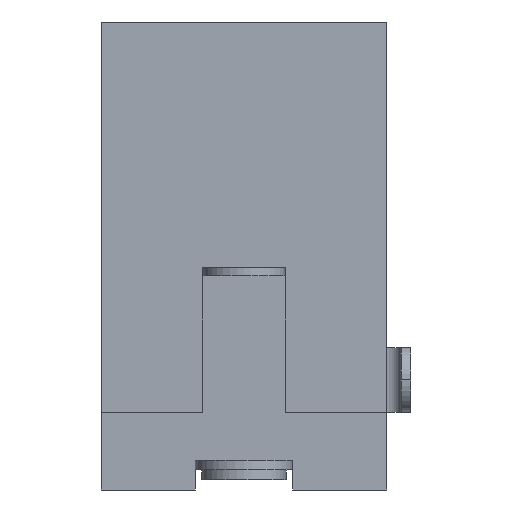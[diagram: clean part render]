
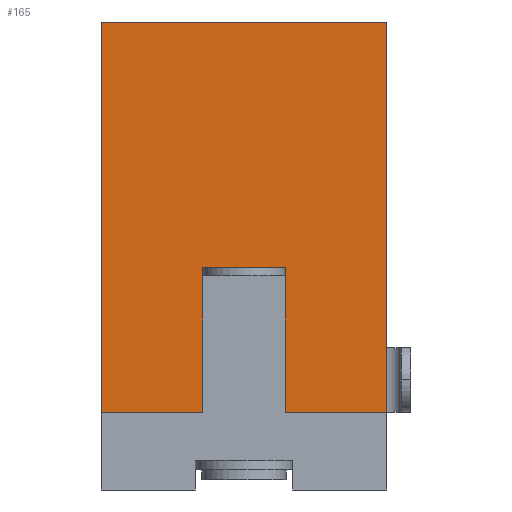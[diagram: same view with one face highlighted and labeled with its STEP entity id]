
A CAD part, front view. The second image highlights one B-rep face of the part: STEP entity #165.
In plain terms, the highlighted planar face has unit normal (0, -1, 0).
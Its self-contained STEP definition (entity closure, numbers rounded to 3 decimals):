
#27 = VERTEX_POINT ( 'NONE', #885 ) ;
#52 = CARTESIAN_POINT ( 'NONE',  ( -4.4, 4.3, -5.28 ) ) ;
#56 = CARTESIAN_POINT ( 'NONE',  ( 4.4, 4.3, -5.28 ) ) ;
#57 = LINE ( 'NONE', #869, #1446 ) ;
#102 = EDGE_CURVE ( 'NONE', #27, #991, #807, .T. ) ;
#165 = ADVANCED_FACE ( 'NONE', ( #2026 ), #419, .F. ) ;
#178 = VECTOR ( 'NONE', #1229, 1000. ) ;
#233 = CARTESIAN_POINT ( 'NONE',  ( -4.4, 4.3, 6.75 ) ) ;
#317 = ORIENTED_EDGE ( 'NONE', *, *, #710, .F. ) ;
#331 = VERTEX_POINT ( 'NONE', #2188 ) ;
#370 = DIRECTION ( 'NONE',  ( 0., 0., 1. ) ) ;
#384 = VECTOR ( 'NONE', #1138, 1000. ) ;
#419 = PLANE ( 'NONE',  #676 ) ;
#429 = VERTEX_POINT ( 'NONE', #533 ) ;
#430 = DIRECTION ( 'NONE',  ( -1., 0., 0. ) ) ;
#497 = EDGE_CURVE ( 'NONE', #801, #1913, #1255, .T. ) ;
#533 = CARTESIAN_POINT ( 'NONE',  ( -1.27, 4.3, -5.28 ) ) ;
#536 = CARTESIAN_POINT ( 'NONE',  ( 1.27, 4.3, -1.07 ) ) ;
#559 = ORIENTED_EDGE ( 'NONE', *, *, #102, .F. ) ;
#567 = CARTESIAN_POINT ( 'NONE',  ( -4.4, 4.3, 6.75 ) ) ;
#591 = CARTESIAN_POINT ( 'NONE',  ( 4.4, 4.3, 6.75 ) ) ;
#619 = DIRECTION ( 'NONE',  ( 0., 1., 0. ) ) ;
#623 = ORIENTED_EDGE ( 'NONE', *, *, #1460, .F. ) ;
#676 = AXIS2_PLACEMENT_3D ( 'NONE', #233, #619, #430 ) ;
#710 = EDGE_CURVE ( 'NONE', #1342, #331, #2382, .T. ) ;
#724 = DIRECTION ( 'NONE',  ( -1., 0., 0. ) ) ;
#733 = CARTESIAN_POINT ( 'NONE',  ( 1.27, 4.3, -1.07 ) ) ;
#738 = EDGE_CURVE ( 'NONE', #1526, #1342, #1195, .T. ) ;
#768 = EDGE_CURVE ( 'NONE', #429, #1913, #958, .T. ) ;
#801 = VERTEX_POINT ( 'NONE', #567 ) ;
#807 = LINE ( 'NONE', #591, #384 ) ;
#864 = DIRECTION ( 'NONE',  ( -1., 0., 0. ) ) ;
#868 = ORIENTED_EDGE ( 'NONE', *, *, #1166, .F. ) ;
#869 = CARTESIAN_POINT ( 'NONE',  ( -4.4, 4.3, 6.75 ) ) ;
#885 = CARTESIAN_POINT ( 'NONE',  ( 4.4, 4.3, 6.75 ) ) ;
#958 = LINE ( 'NONE', #1110, #1484 ) ;
#991 = VERTEX_POINT ( 'NONE', #56 ) ;
#1089 = CARTESIAN_POINT ( 'NONE',  ( 1.27, 4.3, -5.28 ) ) ;
#1110 = CARTESIAN_POINT ( 'NONE',  ( 4.4, 4.3, -5.28 ) ) ;
#1133 = EDGE_CURVE ( 'NONE', #991, #1526, #2202, .T. ) ;
#1138 = DIRECTION ( 'NONE',  ( 0., 0., -1. ) ) ;
#1166 = EDGE_CURVE ( 'NONE', #331, #429, #1661, .T. ) ;
#1195 = LINE ( 'NONE', #536, #2145 ) ;
#1229 = DIRECTION ( 'NONE',  ( 0., 0., -1. ) ) ;
#1255 = LINE ( 'NONE', #1941, #178 ) ;
#1282 = EDGE_LOOP ( 'NONE', ( #317, #1597, #1862, #559, #623, #2333, #1763, #868 ) ) ;
#1342 = VERTEX_POINT ( 'NONE', #2345 ) ;
#1446 = VECTOR ( 'NONE', #2355, 1000. ) ;
#1460 = EDGE_CURVE ( 'NONE', #801, #27, #57, .T. ) ;
#1484 = VECTOR ( 'NONE', #724, 1000. ) ;
#1526 = VERTEX_POINT ( 'NONE', #1089 ) ;
#1597 = ORIENTED_EDGE ( 'NONE', *, *, #738, .F. ) ;
#1661 = LINE ( 'NONE', #2391, #2110 ) ;
#1763 = ORIENTED_EDGE ( 'NONE', *, *, #768, .F. ) ;
#1793 = CARTESIAN_POINT ( 'NONE',  ( 4.4, 4.3, -5.28 ) ) ;
#1836 = VECTOR ( 'NONE', #864, 1000. ) ;
#1862 = ORIENTED_EDGE ( 'NONE', *, *, #1133, .F. ) ;
#1913 = VERTEX_POINT ( 'NONE', #52 ) ;
#1941 = CARTESIAN_POINT ( 'NONE',  ( -4.4, 4.3, 6.75 ) ) ;
#2026 = FACE_OUTER_BOUND ( 'NONE', #1282, .T. ) ;
#2110 = VECTOR ( 'NONE', #2174, 1000. ) ;
#2145 = VECTOR ( 'NONE', #370, 1000. ) ;
#2174 = DIRECTION ( 'NONE',  ( 0., 0., -1. ) ) ;
#2188 = CARTESIAN_POINT ( 'NONE',  ( -1.27, 4.3, -1.07 ) ) ;
#2202 = LINE ( 'NONE', #1793, #1836 ) ;
#2320 = VECTOR ( 'NONE', #2430, 1000. ) ;
#2333 = ORIENTED_EDGE ( 'NONE', *, *, #497, .T. ) ;
#2345 = CARTESIAN_POINT ( 'NONE',  ( 1.27, 4.3, -1.07 ) ) ;
#2355 = DIRECTION ( 'NONE',  ( 1., 0., 0. ) ) ;
#2382 = LINE ( 'NONE', #733, #2320 ) ;
#2391 = CARTESIAN_POINT ( 'NONE',  ( -1.27, 4.3, -1.07 ) ) ;
#2430 = DIRECTION ( 'NONE',  ( -1., 0., 0. ) ) ;
